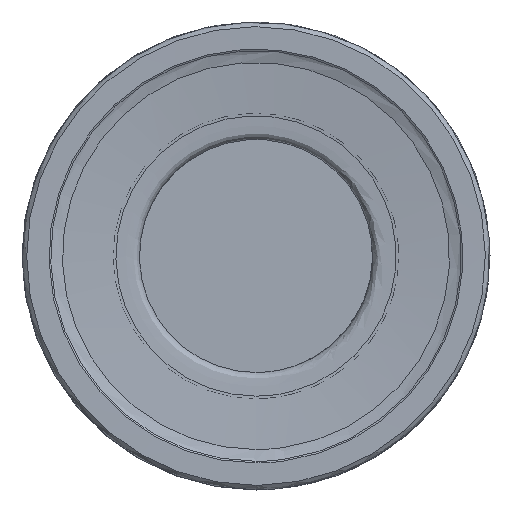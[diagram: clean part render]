
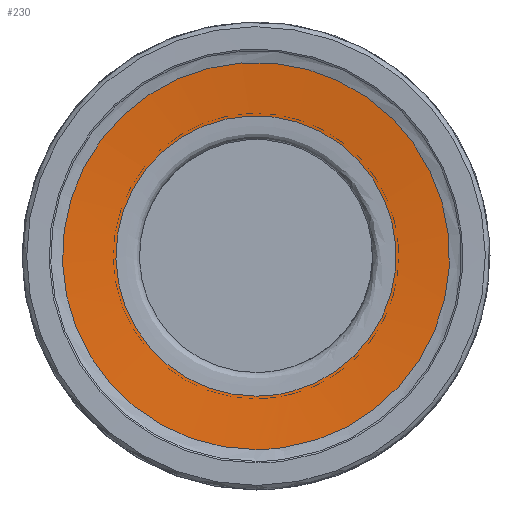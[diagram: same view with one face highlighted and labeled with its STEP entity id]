
A CAD part, left-side view. The second image highlights one B-rep face of the part: STEP entity #230.
In plain terms, the highlighted face is a revolution surface.
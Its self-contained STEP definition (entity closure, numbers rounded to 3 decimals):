
#35=SURFACE_OF_REVOLUTION('',#63,#49);
#49=AXIS1_PLACEMENT('',#889,#629);
#63=B_SPLINE_CURVE_WITH_KNOTS('',3,(#879,#880,#881,#882,#883,#884,#885,
#886,#887,#888),.UNSPECIFIED.,.F.,.F.,(4,3,3,4),(0.,0.261,0.523,
1.),.UNSPECIFIED.);
#230=ADVANCED_FACE('',(#286,#287),#35,.T.);
#286=FACE_BOUND('',#342,.T.);
#287=FACE_BOUND('',#343,.T.);
#342=EDGE_LOOP('',(#398));
#343=EDGE_LOOP('',(#399));
#398=ORIENTED_EDGE('',*,*,#458,.F.);
#399=ORIENTED_EDGE('',*,*,#457,.T.);
#429=VERTEX_POINT('',#850);
#430=VERTEX_POINT('',#878);
#457=EDGE_CURVE('',#429,#429,#485,.T.);
#458=EDGE_CURVE('',#430,#430,#486,.T.);
#485=CIRCLE('',#529,7.496);
#486=CIRCLE('',#530,10.355);
#529=AXIS2_PLACEMENT_3D('',#849,#624,#625);
#530=AXIS2_PLACEMENT_3D('',#877,#627,#628);
#624=DIRECTION('',(1.,0.,0.));
#625=DIRECTION('',(0.,0.,-1.));
#627=DIRECTION('',(1.,0.,0.));
#628=DIRECTION('',(0.,0.,-1.));
#629=DIRECTION('',(1.,0.,0.));
#849=CARTESIAN_POINT('',(0.543,0.,0.));
#850=CARTESIAN_POINT('',(0.543,0.,-7.496));
#877=CARTESIAN_POINT('',(0.294,0.,0.));
#878=CARTESIAN_POINT('',(0.294,0.,-10.355));
#879=CARTESIAN_POINT('',(0.543,-7.404,1.169));
#880=CARTESIAN_POINT('',(0.522,-7.661,1.11));
#881=CARTESIAN_POINT('',(0.499,-7.916,1.051));
#882=CARTESIAN_POINT('',(0.478,-8.172,0.992));
#883=CARTESIAN_POINT('',(0.456,-8.429,0.934));
#884=CARTESIAN_POINT('',(0.435,-8.685,0.875));
#885=CARTESIAN_POINT('',(0.413,-8.941,0.816));
#886=CARTESIAN_POINT('',(0.373,-9.408,0.709));
#887=CARTESIAN_POINT('',(0.332,-9.873,0.603));
#888=CARTESIAN_POINT('',(0.294,-10.343,0.494));
#889=CARTESIAN_POINT('',(0.,0.,0.));
